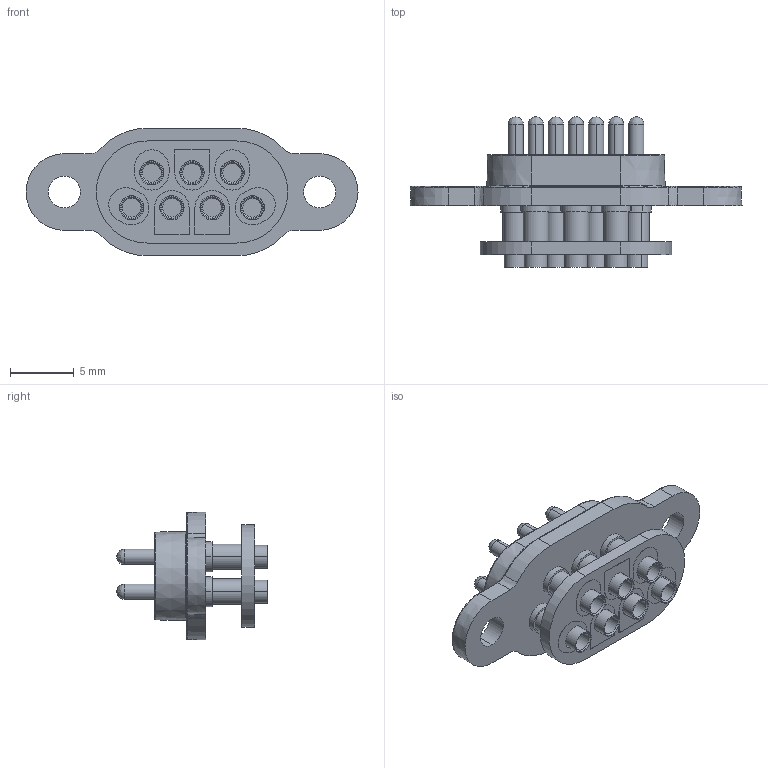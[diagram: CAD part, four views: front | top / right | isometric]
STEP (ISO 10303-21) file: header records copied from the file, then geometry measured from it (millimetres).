
FILE_DESCRIPTION (( 'STEP AP214' ), '1' );
FILE_NAME ('UEBK-30391.STEP', '2023-08-11T12:23:39', ( '' ), ( '' ), 'SwSTEP 2.0', 'SolidWorks 2022', '' );
FILE_SCHEMA (( 'AUTOMOTIVE_DESIGN' ));
Length unit declared in the file: millimetre
Products named in the file (1): UEBK-30391
Bounding box: 26 x 11.8 x 10 mm (x, y, z)
Volume: 652.3 mm3; surface area: 1627.1 mm2
Topology: 9 solids, 16 shells, 406 faces, 864 edges, 526 vertices
Faces by surface type: cylinder 187, plane 102, cone 78, bspline 39
Entity records: 15997 total; most frequent: CARTESIAN_POINT 2536, DIRECTION 2010, ORIENTED_EDGE 1700, EDGE_CURVE 850, AXIS2_PLACEMENT_3D 832, VERTEX_POINT 526, EDGE_LOOP 488, CIRCLE 464
